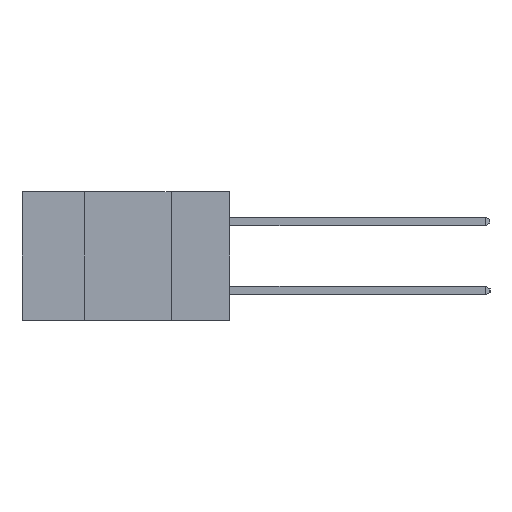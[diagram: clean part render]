
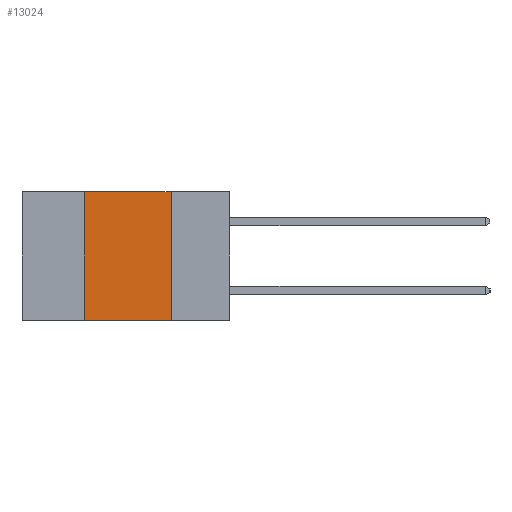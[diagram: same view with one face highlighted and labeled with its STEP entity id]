
A CAD part, left-side view. The second image highlights one B-rep face of the part: STEP entity #13024.
In plain terms, the highlighted planar face has unit normal (-1, 0, 0).
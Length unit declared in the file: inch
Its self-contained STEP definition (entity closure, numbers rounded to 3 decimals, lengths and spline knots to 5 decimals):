
#37 = VERTEX_POINT ( 'NONE', #13987 ) ;
#41 = PLANE ( 'NONE',  #9687 ) ;
#65 = LINE ( 'NONE', #379, #5227 ) ;
#366 = DIRECTION ( 'NONE',  ( 0., -1., 0. ) ) ;
#379 = CARTESIAN_POINT ( 'NONE',  ( 0., 0.6, 0. ) ) ;
#588 = VECTOR ( 'NONE', #8025, 39.37008 ) ;
#631 = LINE ( 'NONE', #13632, #12186 ) ;
#805 = CARTESIAN_POINT ( 'NONE',  ( 0., 0.42, -0.37 ) ) ;
#1192 = DIRECTION ( 'NONE',  ( 0., 0., -1. ) ) ;
#1842 = ORIENTED_EDGE ( 'NONE', *, *, #13459, .F. ) ;
#2809 = EDGE_LOOP ( 'NONE', ( #7687, #8550, #1842, #13194 ) ) ;
#3475 = LINE ( 'NONE', #10275, #588 ) ;
#4052 = DIRECTION ( 'NONE',  ( 0., 0., 1. ) ) ;
#4485 = VERTEX_POINT ( 'NONE', #10818 ) ;
#5211 = EDGE_CURVE ( 'NONE', #7963, #4485, #631, .T. ) ;
#5227 = VECTOR ( 'NONE', #366, 39.37008 ) ;
#5917 = VERTEX_POINT ( 'NONE', #9228 ) ;
#6954 = VECTOR ( 'NONE', #4052, 39.37008 ) ;
#7229 = EDGE_CURVE ( 'NONE', #5917, #37, #65, .T. ) ;
#7687 = ORIENTED_EDGE ( 'NONE', *, *, #11975, .F. ) ;
#7836 = DIRECTION ( 'NONE',  ( 1., 0., 0. ) ) ;
#7963 = VERTEX_POINT ( 'NONE', #805 ) ;
#8025 = DIRECTION ( 'NONE',  ( 0., 0., -1. ) ) ;
#8550 = ORIENTED_EDGE ( 'NONE', *, *, #7229, .F. ) ;
#9228 = CARTESIAN_POINT ( 'NONE',  ( 0., 0.42, 0. ) ) ;
#9687 = AXIS2_PLACEMENT_3D ( 'NONE', #13350, #7836, #1192 ) ;
#10275 = CARTESIAN_POINT ( 'NONE',  ( 0., 0.17, -0.37 ) ) ;
#10732 = FACE_OUTER_BOUND ( 'NONE', #2809, .T. ) ;
#10818 = CARTESIAN_POINT ( 'NONE',  ( 0., 0.17, -0.37 ) ) ;
#11975 = EDGE_CURVE ( 'NONE', #37, #4485, #3475, .T. ) ;
#12186 = VECTOR ( 'NONE', #13473, 39.37008 ) ;
#12901 = LINE ( 'NONE', #13018, #6954 ) ;
#13018 = CARTESIAN_POINT ( 'NONE',  ( 0., 0.42, -0.37 ) ) ;
#13024 = ADVANCED_FACE ( 'NONE', ( #10732 ), #41, .F. ) ;
#13194 = ORIENTED_EDGE ( 'NONE', *, *, #5211, .T. ) ;
#13350 = CARTESIAN_POINT ( 'NONE',  ( 0., 0.6, 0. ) ) ;
#13459 = EDGE_CURVE ( 'NONE', #7963, #5917, #12901, .T. ) ;
#13473 = DIRECTION ( 'NONE',  ( 0., -1., 0. ) ) ;
#13632 = CARTESIAN_POINT ( 'NONE',  ( 0., 0.6, -0.37 ) ) ;
#13987 = CARTESIAN_POINT ( 'NONE',  ( 0., 0.17, 0. ) ) ;
